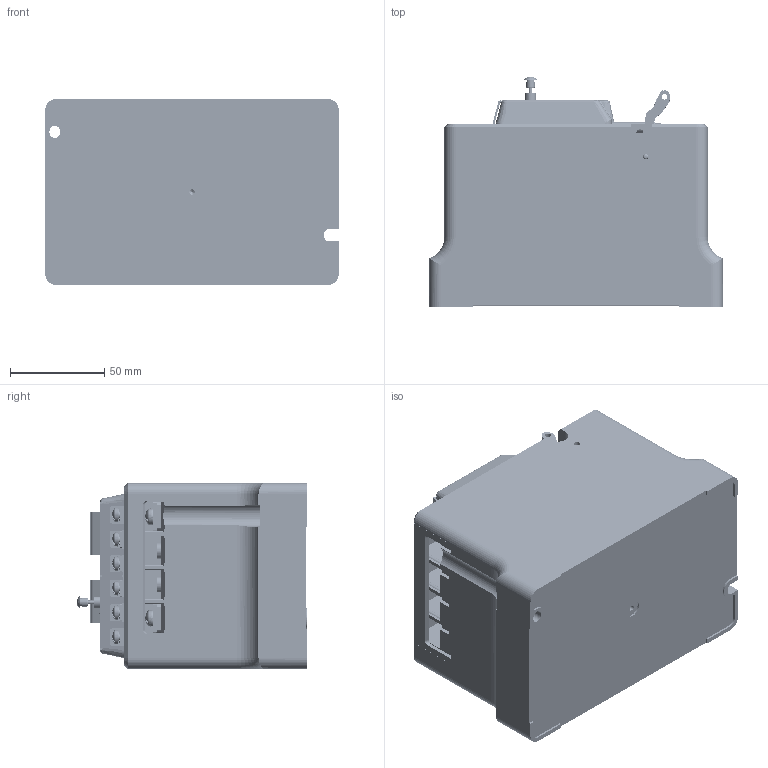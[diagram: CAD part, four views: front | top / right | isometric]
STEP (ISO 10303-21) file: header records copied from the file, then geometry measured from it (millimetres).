
FILE_DESCRIPTION (( 'STEP AP203' ), '1' );
FILE_NAME ('8562_54-FILS-2+H-ap203.STEP', '2012-06-19T07:16:53', ( 'Admin' ), ( 'R. STAHL AG' ), 'SwSTEP 2.0', 'SolidWorks 2011', '' );
FILE_SCHEMA (( 'CONFIG_CONTROL_DESIGN' ));
Products named in the file (53): 8562_54-FILS-2+H-ap203; 85_620_62_09_0_Giessharz1; 85_459_01_90_0; 85_629_15_04_0; 85_629_09_14_0; 85_629_09_92_0; 85_629_02_50_0; 85_620_03_16_0_85_620_04_16_0; 85_629_07_16_0 _85 629 08 16 0; 85_629_07_16_0_grün_Griffstück grau; 85_629_07_16_0_85_629_08_16_0; 504_781_0; 85_620_03_16_0_85_620_03_16_0; 85_759_04_94_0_montiert in 8575_15_Montagelage; 85_629_03_92_0; 85_629_07_16_0 _85 629 07 16 0; 85_629_07_16_0_grün_Griffstück grün; 85_629_07_16_0_85_629_07_16_0; 85_629_04_14_0; 85_629_02_14_0; 509_615_0_geschlossen; 509_615_2; 509_615_1; 509_615_0; 509_645_0; 509_645_0_3_eingebaut; 509_645_0_2; 509_645_0_1; 85_629_23_15_0; 85_620_58_04_0_Leitung_kurz; 85_620_58_04_0_Giessharz2; 85_620_58_04_0_Giessharz1; 85_620_05_97_0; 85_620_05_97_0_1; 85_629_22_97_0; 354_641_0; 85_620_07_97_0; 85_620_07_97_0_1; 85_629_21_97_0; 85_629_24_97_0 ...
Assembly tree (78 placements, depth 4):
  8562_54-FILS-2+H-ap203
    85_629_04_14_0  x2
    85_629_02_14_0  x2
    85_620_62_09_0_Giessharz1
    85_629_15_04_0
    504_781_0  x2
    85_629_09_14_0
    85_629_09_92_0
    85_459_01_90_0
    85_629_02_50_0
    85_629_23_15_0  x2
    509_615_0_geschlossen  x6
      509_615_1
      509_615_0
      509_615_2
    85_620_03_16_0_85_620_04_16_0
      85_629_03_92_0  x2
      85_759_04_94_0_montiert in 8575_15_Montagelage
      85_629_07_16_0 _85 629 08 16 0
        85_629_07_16_0_grün_Griffstück grau
        85_629_07_16_0_85_629_08_16_0
    85_620_03_16_0_85_620_03_16_0
      85_629_03_92_0  x2
      85_629_07_16_0 _85 629 07 16 0
        85_629_07_16_0_grün_Griffstück grün
        85_629_07_16_0_85_629_07_16_0
      85_759_04_94_0_montiert in 8575_15_Montagelage
    509_645_0  x4
      509_645_0_2
      509_645_0_1
      509_645_0_3_eingebaut
    85_620_58_04_0_Leitung_kurz
      85_620_58_04_0_Giessharz2
      85_620_58_04_0_Giessharz1
      354_641_0  x4
      85_629_11_04_0
      85_629_24_97_0  x2
      85_620_05_97_0
        85_620_05_97_0_1
        85_629_22_97_0
      85_620_05_97_0
        85_629_22_97_0
        85_620_05_97_0_1
      85_620_07_97_0
        85_620_07_97_0_1
        85_629_21_97_0
      85_620_07_97_0
        85_620_07_97_0_1
        85_629_21_97_0
      85_620_07_97_0
        85_629_21_97_0
        85_620_07_97_0_1
      85_620_07_97_0
        85_620_07_97_0_1
        85_629_21_97_0
      85_620_07_97_0
        85_620_07_97_0_1
        85_629_21_97_0
      85_620_07_97_0
        85_620_07_97_0_1
Bounding box: 156 x 122.69 x 99 mm (x, y, z)
Volume: 698666.8 mm3; surface area: 289460.3 mm2
Topology: 86 solids, 86 shells, 7921 faces, 21716 edges, 13883 vertices
Faces by surface type: plane 4636, cylinder 2275, cone 526, torus 291, bspline 137, sphere 56
Entity records: 195451 total; most frequent: CARTESIAN_POINT 50084, ORIENTED_EDGE 30680, DIRECTION 27296, EDGE_CURVE 15340, VERTEX_POINT 9837, AXIS2_PLACEMENT_3D 9170, LINE 8956, VECTOR 8956
